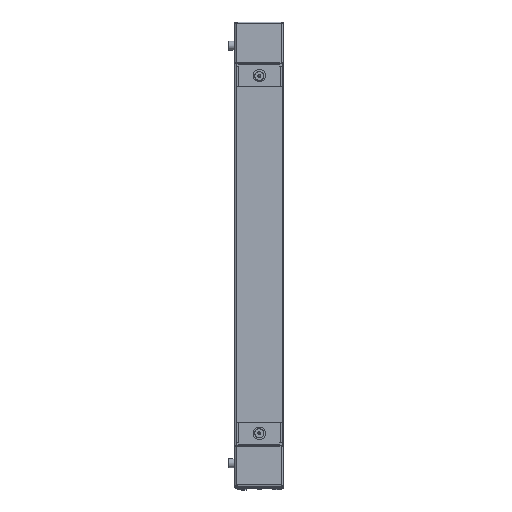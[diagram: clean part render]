
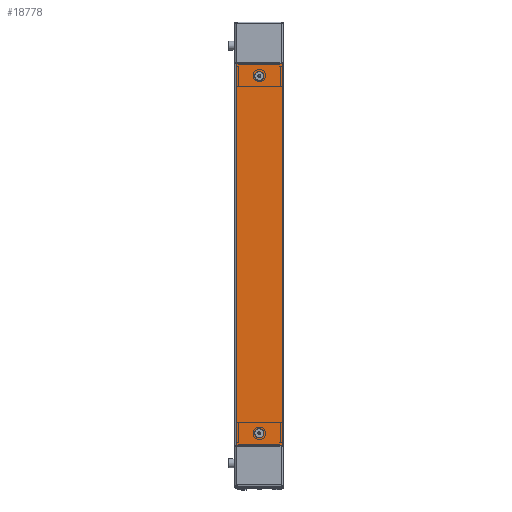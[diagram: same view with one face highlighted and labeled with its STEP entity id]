
A CAD part, left-side view. The second image highlights one B-rep face of the part: STEP entity #18778.
In plain terms, the highlighted face is planar.
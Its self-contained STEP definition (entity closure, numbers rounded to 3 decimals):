
#1107 = CARTESIAN_POINT ( 'NONE',  ( 363.5, -2., 9. ) ) ;
#1590 = EDGE_LOOP ( 'NONE', ( #5483, #31747 ) ) ;
#1857 = EDGE_CURVE ( 'NONE', #11410, #22884, #26145, .T. ) ;
#2564 = AXIS2_PLACEMENT_3D ( 'NONE', #18373, #3708, #20861 ) ;
#3279 = DIRECTION ( 'NONE',  ( 0., 0., 1. ) ) ;
#3708 = DIRECTION ( 'NONE',  ( 0., -1., 0. ) ) ;
#3927 = EDGE_CURVE ( 'NONE', #5760, #16432, #27446, .T. ) ;
#4383 = EDGE_LOOP ( 'NONE', ( #14692, #27345, #14247, #24692 ) ) ;
#4738 = LINE ( 'NONE', #20625, #17803 ) ;
#5023 = AXIS2_PLACEMENT_3D ( 'NONE', #13052, #30264, #15504 ) ;
#5112 = EDGE_CURVE ( 'NONE', #27026, #14402, #14651, .T. ) ;
#5483 = ORIENTED_EDGE ( 'NONE', *, *, #3927, .F. ) ;
#5760 = VERTEX_POINT ( 'NONE', #21849 ) ;
#6058 = ORIENTED_EDGE ( 'NONE', *, *, #16448, .F. ) ;
#6124 = CARTESIAN_POINT ( 'NONE',  ( -389., -2., 47. ) ) ;
#7211 = VERTEX_POINT ( 'NONE', #11074 ) ;
#7521 = AXIS2_PLACEMENT_3D ( 'NONE', #25912, #11182, #28383 ) ;
#8425 = EDGE_CURVE ( 'NONE', #7211, #14172, #29883, .T. ) ;
#8910 = DIRECTION ( 'NONE',  ( 0., -1., 0. ) ) ;
#9063 = CARTESIAN_POINT ( 'NONE',  ( 389., -2., -48. ) ) ;
#9926 = ORIENTED_EDGE ( 'NONE', *, *, #8425, .F. ) ;
#10718 = CIRCLE ( 'NONE', #21680, 9. ) ;
#11074 = CARTESIAN_POINT ( 'NONE',  ( -363.5, -2., -9. ) ) ;
#11182 = DIRECTION ( 'NONE',  ( 0., 1., 0. ) ) ;
#11410 = VERTEX_POINT ( 'NONE', #23377 ) ;
#11619 = FACE_OUTER_BOUND ( 'NONE', #4383, .T. ) ;
#12984 = DIRECTION ( 'NONE',  ( 0., -1., 0. ) ) ;
#13052 = CARTESIAN_POINT ( 'NONE',  ( -363.5, -2., 0. ) ) ;
#13835 = VECTOR ( 'NONE', #31187, 1000. ) ;
#14172 = VERTEX_POINT ( 'NONE', #24937 ) ;
#14247 = ORIENTED_EDGE ( 'NONE', *, *, #21202, .T. ) ;
#14342 = EDGE_CURVE ( 'NONE', #27026, #22884, #4738, .T. ) ;
#14402 = VERTEX_POINT ( 'NONE', #6124 ) ;
#14530 = VECTOR ( 'NONE', #22331, 1000. ) ;
#14651 = LINE ( 'NONE', #15597, #27767 ) ;
#14692 = ORIENTED_EDGE ( 'NONE', *, *, #14342, .T. ) ;
#15504 = DIRECTION ( 'NONE',  ( 0., 0., -1. ) ) ;
#15597 = CARTESIAN_POINT ( 'NONE',  ( -389., -2., -48. ) ) ;
#16432 = VERTEX_POINT ( 'NONE', #1107 ) ;
#16448 = EDGE_CURVE ( 'NONE', #14172, #7211, #23833, .T. ) ;
#17803 = VECTOR ( 'NONE', #23104, 1000. ) ;
#18373 = CARTESIAN_POINT ( 'NONE',  ( -363.5, -2., 0. ) ) ;
#18454 = PLANE ( 'NONE',  #7521 ) ;
#18778 = ADVANCED_FACE ( 'NONE', ( #26236, #31245, #11619 ), #18454, .F. ) ;
#19851 = CARTESIAN_POINT ( 'NONE',  ( 389., -2., 47. ) ) ;
#20625 = CARTESIAN_POINT ( 'NONE',  ( -389., -2., -47. ) ) ;
#20656 = EDGE_LOOP ( 'NONE', ( #9926, #6058 ) ) ;
#20861 = DIRECTION ( 'NONE',  ( 0., 0., -1. ) ) ;
#21202 = EDGE_CURVE ( 'NONE', #11410, #14402, #27630, .T. ) ;
#21680 = AXIS2_PLACEMENT_3D ( 'NONE', #23617, #8910, #26103 ) ;
#21849 = CARTESIAN_POINT ( 'NONE',  ( 363.5, -2., -9. ) ) ;
#22331 = DIRECTION ( 'NONE',  ( -1., 0., 0. ) ) ;
#22884 = VERTEX_POINT ( 'NONE', #24399 ) ;
#23104 = DIRECTION ( 'NONE',  ( 1., 0., 0. ) ) ;
#23377 = CARTESIAN_POINT ( 'NONE',  ( 389., -2., 47. ) ) ;
#23617 = CARTESIAN_POINT ( 'NONE',  ( 363.5, -2., 0. ) ) ;
#23833 = CIRCLE ( 'NONE', #2564, 9. ) ;
#24399 = CARTESIAN_POINT ( 'NONE',  ( 389., -2., -47. ) ) ;
#24692 = ORIENTED_EDGE ( 'NONE', *, *, #5112, .F. ) ;
#24937 = CARTESIAN_POINT ( 'NONE',  ( -363.5, -2., 9. ) ) ;
#25250 = AXIS2_PLACEMENT_3D ( 'NONE', #27707, #12984, #30193 ) ;
#25912 = CARTESIAN_POINT ( 'NONE',  ( 389., -2., 48. ) ) ;
#26103 = DIRECTION ( 'NONE',  ( 0., 0., -1. ) ) ;
#26145 = LINE ( 'NONE', #9063, #13835 ) ;
#26236 = FACE_BOUND ( 'NONE', #1590, .T. ) ;
#27026 = VERTEX_POINT ( 'NONE', #28722 ) ;
#27345 = ORIENTED_EDGE ( 'NONE', *, *, #1857, .F. ) ;
#27446 = CIRCLE ( 'NONE', #25250, 9. ) ;
#27630 = LINE ( 'NONE', #19851, #14530 ) ;
#27707 = CARTESIAN_POINT ( 'NONE',  ( 363.5, -2., 0. ) ) ;
#27767 = VECTOR ( 'NONE', #3279, 1000. ) ;
#28383 = DIRECTION ( 'NONE',  ( 0., 0., 1. ) ) ;
#28722 = CARTESIAN_POINT ( 'NONE',  ( -389., -2., -47. ) ) ;
#29883 = CIRCLE ( 'NONE', #5023, 9. ) ;
#30193 = DIRECTION ( 'NONE',  ( 0., 0., -1. ) ) ;
#30264 = DIRECTION ( 'NONE',  ( 0., -1., 0. ) ) ;
#30797 = EDGE_CURVE ( 'NONE', #16432, #5760, #10718, .T. ) ;
#31187 = DIRECTION ( 'NONE',  ( 0., 0., -1. ) ) ;
#31245 = FACE_BOUND ( 'NONE', #20656, .T. ) ;
#31747 = ORIENTED_EDGE ( 'NONE', *, *, #30797, .F. ) ;
